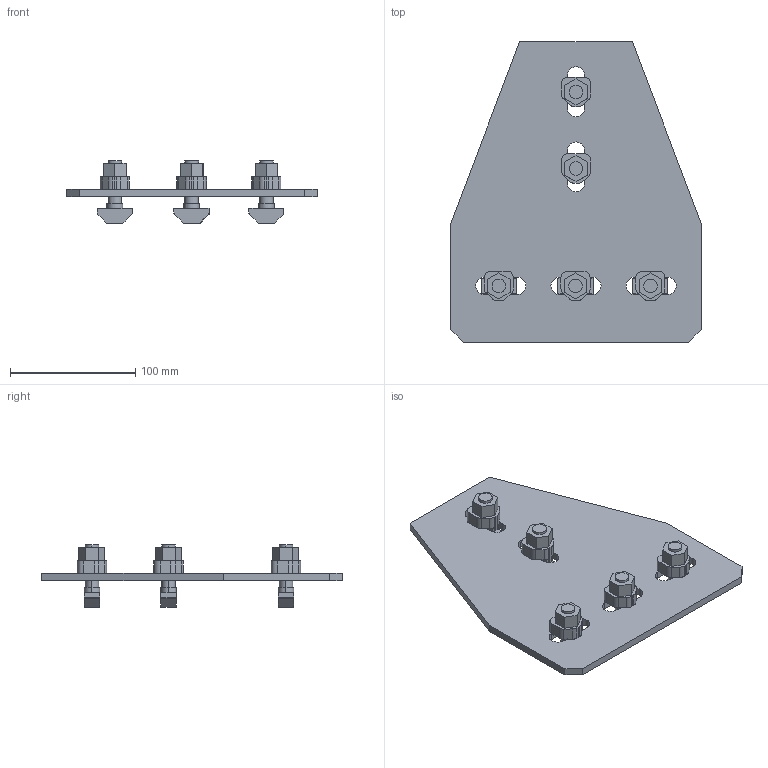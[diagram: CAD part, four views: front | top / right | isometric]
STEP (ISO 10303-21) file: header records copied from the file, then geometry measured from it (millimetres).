
FILE_DESCRIPTION (( 'STEP AP214' ), '1' );
FILE_NAME ('R954-121.STEP', '2024-06-18T10:41:55', ( '' ), ( '' ), 'SwSTEP 2.0', 'SolidWorks 2024', '' );
FILE_SCHEMA (( 'AUTOMOTIVE_DESIGN' ));
Length unit declared in the file: millimetre
Products named in the file (3): R954-121; R951-510
Assembly tree (6 placements, depth 2):
  R954-121
    R954-121
    R951-510  x5
Bounding box: 200 x 240 x 50 mm (x, y, z)
Volume: 287946.8 mm3; surface area: 107746.8 mm2
Topology: 6 solids, 6 shells, 365 faces, 919 edges, 591 vertices
Faces by surface type: plane 260, cylinder 105
Entity records: 3229 total; most frequent: CARTESIAN_POINT 556, DIRECTION 551, ORIENTED_EDGE 526, EDGE_CURVE 263, VECTOR 187, LINE 187, AXIS2_PLACEMENT_3D 182, VERTEX_POINT 171
